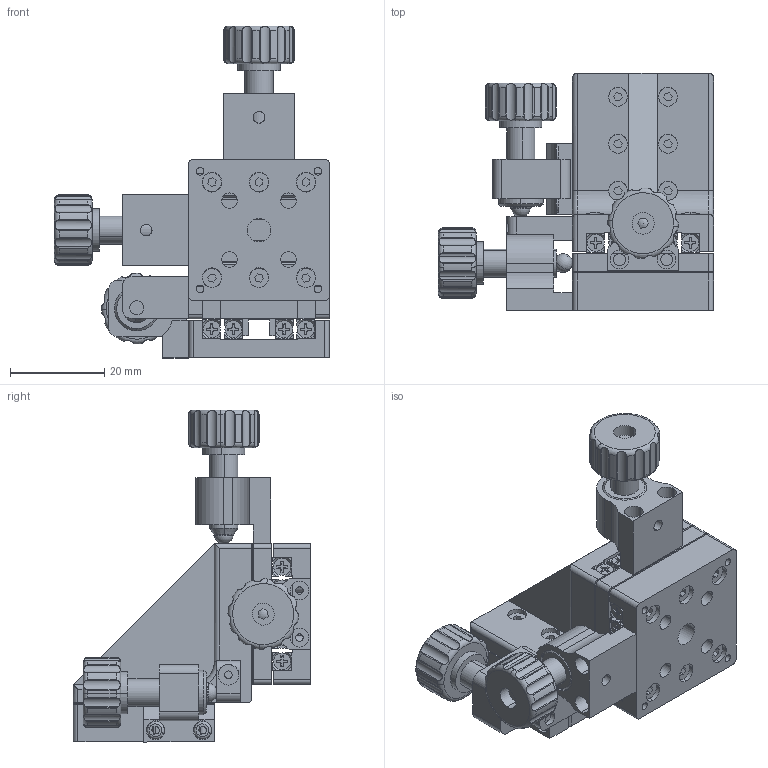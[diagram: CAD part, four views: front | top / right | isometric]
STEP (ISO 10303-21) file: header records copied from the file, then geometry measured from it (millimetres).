
FILE_DESCRIPTION (( 'STEP AP203' ), '1' );
FILE_NAME ('56CTS-4RM.STEP', '2022-07-25T03:40:56', ( '' ), ( '' ), 'SwSTEP 2.0', 'SolidWorks 2021', '' );
FILE_SCHEMA (( 'CONFIG_CONTROL_DESIGN' ));
Products named in the file (1): 56CTS-4RM
Bounding box: 58.5 x 50.5 x 70.6 mm (x, y, z)
Surface area: 28571.1 mm2 (no closed solid volume)
Topology: 0 solids, 94 shells, 1454 faces, 4575 edges, 3161 vertices
Faces by surface type: plane 824, cylinder 411, cone 183, torus 30, sphere 6
Entity records: 52386 total; most frequent: CARTESIAN_POINT 12191, DIRECTION 8179, ORIENTED_EDGE 7825, EDGE_CURVE 4560, VERTEX_POINT 3152, LINE 2747, VECTOR 2747, AXIS2_PLACEMENT_3D 2716
